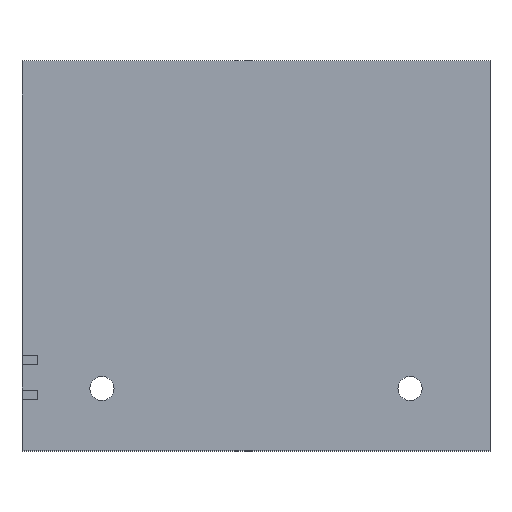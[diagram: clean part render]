
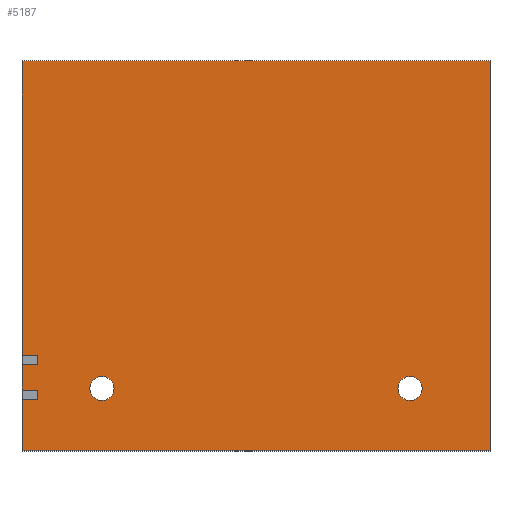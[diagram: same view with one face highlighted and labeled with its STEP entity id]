
A CAD part, top view. The second image highlights one B-rep face of the part: STEP entity #5187.
In plain terms, the highlighted planar face has unit normal (0, 0, 1).
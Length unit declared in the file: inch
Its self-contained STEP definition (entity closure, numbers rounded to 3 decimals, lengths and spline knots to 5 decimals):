
#26 = EDGE_CURVE ( 'NONE', #489, #3859, #1670, .T. ) ;
#34 = VECTOR ( 'NONE', #2304, 39.37008 ) ;
#39 = VECTOR ( 'NONE', #2367, 39.37008 ) ;
#88 = CARTESIAN_POINT ( 'NONE',  ( -1.1811, -1.66886, -2.53937 ) ) ;
#130 = LINE ( 'NONE', #2049, #4958 ) ;
#184 = LINE ( 'NONE', #1626, #2624 ) ;
#204 = CARTESIAN_POINT ( 'NONE',  ( -1.1811, -1.3189, -2.53937 ) ) ;
#288 = VERTEX_POINT ( 'NONE', #532 ) ;
#334 = VERTEX_POINT ( 'NONE', #5279 ) ;
#373 = VERTEX_POINT ( 'NONE', #3580 ) ;
#436 = DIRECTION ( 'NONE',  ( 1., 0., 0. ) ) ;
#437 = CARTESIAN_POINT ( 'NONE',  ( -1.1811, -1.84436, -2.53937 ) ) ;
#453 = ORIENTED_EDGE ( 'NONE', *, *, #1292, .F. ) ;
#489 = VERTEX_POINT ( 'NONE', #1361 ) ;
#499 = DIRECTION ( 'NONE',  ( 1., 0., 0. ) ) ;
#506 = ORIENTED_EDGE ( 'NONE', *, *, #4363, .F. ) ;
#532 = CARTESIAN_POINT ( 'NONE',  ( 1.1811, -2.1063, -2.53937 ) ) ;
#534 = VERTEX_POINT ( 'NONE', #3263 ) ;
#637 = FACE_OUTER_BOUND ( 'NONE', #2655, .T. ) ;
#647 = DIRECTION ( 'NONE',  ( -1., 0., 0. ) ) ;
#770 = CARTESIAN_POINT ( 'NONE',  ( -1.1021, -1.62532, -2.53937 ) ) ;
#841 = VERTEX_POINT ( 'NONE', #4310 ) ;
#864 = VERTEX_POINT ( 'NONE', #88 ) ;
#908 = VERTEX_POINT ( 'NONE', #2558 ) ;
#951 = CARTESIAN_POINT ( 'NONE',  ( -1.1811, -1.79921, -2.53937 ) ) ;
#1010 = CARTESIAN_POINT ( 'NONE',  ( -1.1021, -1.79921, -2.53937 ) ) ;
#1079 = VECTOR ( 'NONE', #5732, 39.37008 ) ;
#1106 = VERTEX_POINT ( 'NONE', #4598 ) ;
#1136 = EDGE_CURVE ( 'NONE', #373, #4604, #1688, .T. ) ;
#1292 = EDGE_CURVE ( 'NONE', #841, #2127, #2861, .T. ) ;
#1361 = CARTESIAN_POINT ( 'NONE',  ( 0.83858, -1.79134, -2.53937 ) ) ;
#1375 = ORIENTED_EDGE ( 'NONE', *, *, #3202, .F. ) ;
#1485 = CARTESIAN_POINT ( 'NONE',  ( 0.71654, -1.79134, -2.53937 ) ) ;
#1520 = ORIENTED_EDGE ( 'NONE', *, *, #26, .T. ) ;
#1555 = AXIS2_PLACEMENT_3D ( 'NONE', #2500, #1590, #647 ) ;
#1590 = DIRECTION ( 'NONE',  ( 0., 0., -1. ) ) ;
#1626 = CARTESIAN_POINT ( 'NONE',  ( -1.1811, -1.3189, -2.53937 ) ) ;
#1668 = EDGE_CURVE ( 'NONE', #5148, #2127, #2325, .T. ) ;
#1670 = CIRCLE ( 'NONE', #5909, 0.06102 ) ;
#1688 = CIRCLE ( 'NONE', #5726, 0.06102 ) ;
#1705 = CARTESIAN_POINT ( 'NONE',  ( -0.77756, -1.79134, -2.53937 ) ) ;
#1747 = CARTESIAN_POINT ( 'NONE',  ( -1.1021, -1.84436, -2.53937 ) ) ;
#1865 = LINE ( 'NONE', #951, #3596 ) ;
#1878 = CARTESIAN_POINT ( 'NONE',  ( 1.1811, -0.52657, -2.53937 ) ) ;
#1901 = EDGE_LOOP ( 'NONE', ( #4754, #1520 ) ) ;
#1957 = CARTESIAN_POINT ( 'NONE',  ( -1.1811, -1.66886, -2.53937 ) ) ;
#1962 = CARTESIAN_POINT ( 'NONE',  ( 0., 0., -2.53937 ) ) ;
#2029 = VECTOR ( 'NONE', #5804, 39.37008 ) ;
#2031 = PLANE ( 'NONE',  #5191 ) ;
#2049 = CARTESIAN_POINT ( 'NONE',  ( -1.1811, -1.18602, -2.53937 ) ) ;
#2065 = CARTESIAN_POINT ( 'NONE',  ( 0.27559, -2.1063, -2.53937 ) ) ;
#2124 = DIRECTION ( 'NONE',  ( 0., -1., 0. ) ) ;
#2127 = VERTEX_POINT ( 'NONE', #1747 ) ;
#2171 = DIRECTION ( 'NONE',  ( 0., 0., -1. ) ) ;
#2192 = CARTESIAN_POINT ( 'NONE',  ( -1.1811, -0.1378, -2.53937 ) ) ;
#2242 = CARTESIAN_POINT ( 'NONE',  ( -0.77756, -1.79134, -2.53937 ) ) ;
#2304 = DIRECTION ( 'NONE',  ( -1., 0., 0. ) ) ;
#2325 = LINE ( 'NONE', #3761, #1079 ) ;
#2336 = LINE ( 'NONE', #4658, #34 ) ;
#2367 = DIRECTION ( 'NONE',  ( 0., -1., 0. ) ) ;
#2428 = FACE_BOUND ( 'NONE', #2933, .T. ) ;
#2432 = DIRECTION ( 'NONE',  ( -1., 0., 0. ) ) ;
#2500 = CARTESIAN_POINT ( 'NONE',  ( 0.77756, -1.79134, -2.53937 ) ) ;
#2558 = CARTESIAN_POINT ( 'NONE',  ( -1.1811, -1.79921, -2.53937 ) ) ;
#2597 = VECTOR ( 'NONE', #499, 39.37008 ) ;
#2624 = VECTOR ( 'NONE', #4929, 39.37008 ) ;
#2651 = EDGE_CURVE ( 'NONE', #5051, #334, #130, .T. ) ;
#2654 = ORIENTED_EDGE ( 'NONE', *, *, #4591, .F. ) ;
#2655 = EDGE_LOOP ( 'NONE', ( #1375, #3781, #506, #2865, #4716, #5507, #2654, #4203, #5570, #4127, #453, #3867 ) ) ;
#2666 = VERTEX_POINT ( 'NONE', #770 ) ;
#2726 = VECTOR ( 'NONE', #3664, 39.37008 ) ;
#2740 = LINE ( 'NONE', #5074, #39 ) ;
#2771 = DIRECTION ( 'NONE',  ( 1., 0., 0. ) ) ;
#2861 = LINE ( 'NONE', #437, #2597 ) ;
#2865 = ORIENTED_EDGE ( 'NONE', *, *, #2651, .T. ) ;
#2933 = EDGE_LOOP ( 'NONE', ( #5519, #3197 ) ) ;
#2985 = EDGE_CURVE ( 'NONE', #841, #5860, #4457, .T. ) ;
#3022 = AXIS2_PLACEMENT_3D ( 'NONE', #1705, #3218, #2771 ) ;
#3037 = EDGE_CURVE ( 'NONE', #4604, #373, #3407, .T. ) ;
#3197 = ORIENTED_EDGE ( 'NONE', *, *, #3037, .T. ) ;
#3202 = EDGE_CURVE ( 'NONE', #288, #5860, #5323, .T. ) ;
#3218 = DIRECTION ( 'NONE',  ( 0., 0., -1. ) ) ;
#3263 = CARTESIAN_POINT ( 'NONE',  ( -1.1021, -1.66886, -2.53937 ) ) ;
#3290 = LINE ( 'NONE', #1878, #5657 ) ;
#3328 = VECTOR ( 'NONE', #436, 39.37008 ) ;
#3407 = CIRCLE ( 'NONE', #3022, 0.06102 ) ;
#3580 = CARTESIAN_POINT ( 'NONE',  ( -0.83858, -1.79134, -2.53937 ) ) ;
#3596 = VECTOR ( 'NONE', #2432, 39.37008 ) ;
#3664 = DIRECTION ( 'NONE',  ( 1., 0., 0. ) ) ;
#3678 = DIRECTION ( 'NONE',  ( 1., 0., 0. ) ) ;
#3761 = CARTESIAN_POINT ( 'NONE',  ( -1.1021, -1.3189, -2.53937 ) ) ;
#3781 = ORIENTED_EDGE ( 'NONE', *, *, #4242, .T. ) ;
#3805 = CARTESIAN_POINT ( 'NONE',  ( -1.1811, -0.1378, -2.53937 ) ) ;
#3828 = EDGE_CURVE ( 'NONE', #5148, #908, #1865, .T. ) ;
#3859 = VERTEX_POINT ( 'NONE', #1485 ) ;
#3867 = ORIENTED_EDGE ( 'NONE', *, *, #2985, .T. ) ;
#3901 = DIRECTION ( 'NONE',  ( 0., 0., 1. ) ) ;
#3920 = CIRCLE ( 'NONE', #1555, 0.06102 ) ;
#4127 = ORIENTED_EDGE ( 'NONE', *, *, #1668, .T. ) ;
#4203 = ORIENTED_EDGE ( 'NONE', *, *, #4270, .T. ) ;
#4209 = DIRECTION ( 'NONE',  ( 0., 0., -1. ) ) ;
#4232 = CARTESIAN_POINT ( 'NONE',  ( -0.71654, -1.79134, -2.53937 ) ) ;
#4242 = EDGE_CURVE ( 'NONE', #288, #1106, #3290, .T. ) ;
#4270 = EDGE_CURVE ( 'NONE', #864, #908, #184, .T. ) ;
#4310 = CARTESIAN_POINT ( 'NONE',  ( -1.1811, -1.84436, -2.53937 ) ) ;
#4330 = LINE ( 'NONE', #1957, #3328 ) ;
#4363 = EDGE_CURVE ( 'NONE', #5051, #1106, #5424, .T. ) ;
#4368 = FACE_BOUND ( 'NONE', #1901, .T. ) ;
#4457 = LINE ( 'NONE', #204, #5750 ) ;
#4497 = EDGE_CURVE ( 'NONE', #2666, #334, #2336, .T. ) ;
#4591 = EDGE_CURVE ( 'NONE', #864, #534, #4330, .T. ) ;
#4598 = CARTESIAN_POINT ( 'NONE',  ( 1.1811, -0.1378, -2.53937 ) ) ;
#4604 = VERTEX_POINT ( 'NONE', #4232 ) ;
#4658 = CARTESIAN_POINT ( 'NONE',  ( -1.1811, -1.62532, -2.53937 ) ) ;
#4716 = ORIENTED_EDGE ( 'NONE', *, *, #4497, .F. ) ;
#4754 = ORIENTED_EDGE ( 'NONE', *, *, #5865, .T. ) ;
#4929 = DIRECTION ( 'NONE',  ( 0., -1., 0. ) ) ;
#4945 = CARTESIAN_POINT ( 'NONE',  ( 0.77756, -1.79134, -2.53937 ) ) ;
#4958 = VECTOR ( 'NONE', #5791, 39.37008 ) ;
#5005 = DIRECTION ( 'NONE',  ( -1., 0., 0. ) ) ;
#5051 = VERTEX_POINT ( 'NONE', #3805 ) ;
#5073 = EDGE_CURVE ( 'NONE', #2666, #534, #2740, .T. ) ;
#5074 = CARTESIAN_POINT ( 'NONE',  ( -1.1021, -1.3189, -2.53937 ) ) ;
#5148 = VERTEX_POINT ( 'NONE', #1010 ) ;
#5154 = DIRECTION ( 'NONE',  ( 0., 1., 0. ) ) ;
#5187 = ADVANCED_FACE ( 'NONE', ( #4368, #2428, #637 ), #2031, .T. ) ;
#5191 = AXIS2_PLACEMENT_3D ( 'NONE', #1962, #3901, #5776 ) ;
#5279 = CARTESIAN_POINT ( 'NONE',  ( -1.1811, -1.62532, -2.53937 ) ) ;
#5323 = LINE ( 'NONE', #2065, #2029 ) ;
#5424 = LINE ( 'NONE', #2192, #2726 ) ;
#5507 = ORIENTED_EDGE ( 'NONE', *, *, #5073, .T. ) ;
#5519 = ORIENTED_EDGE ( 'NONE', *, *, #1136, .T. ) ;
#5570 = ORIENTED_EDGE ( 'NONE', *, *, #3828, .F. ) ;
#5657 = VECTOR ( 'NONE', #5154, 39.37008 ) ;
#5689 = CARTESIAN_POINT ( 'NONE',  ( -1.1811, -2.1063, -2.53937 ) ) ;
#5726 = AXIS2_PLACEMENT_3D ( 'NONE', #2242, #4209, #3678 ) ;
#5732 = DIRECTION ( 'NONE',  ( 0., -1., 0. ) ) ;
#5750 = VECTOR ( 'NONE', #2124, 39.37008 ) ;
#5776 = DIRECTION ( 'NONE',  ( 1., 0., 0. ) ) ;
#5791 = DIRECTION ( 'NONE',  ( 0., -1., 0. ) ) ;
#5804 = DIRECTION ( 'NONE',  ( -1., 0., 0. ) ) ;
#5860 = VERTEX_POINT ( 'NONE', #5689 ) ;
#5865 = EDGE_CURVE ( 'NONE', #3859, #489, #3920, .T. ) ;
#5909 = AXIS2_PLACEMENT_3D ( 'NONE', #4945, #2171, #5005 ) ;
